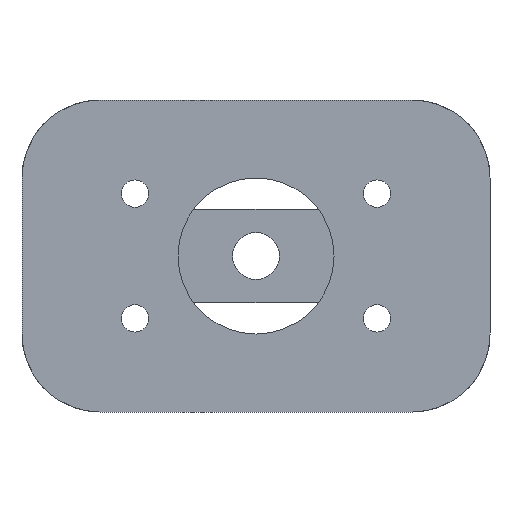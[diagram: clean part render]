
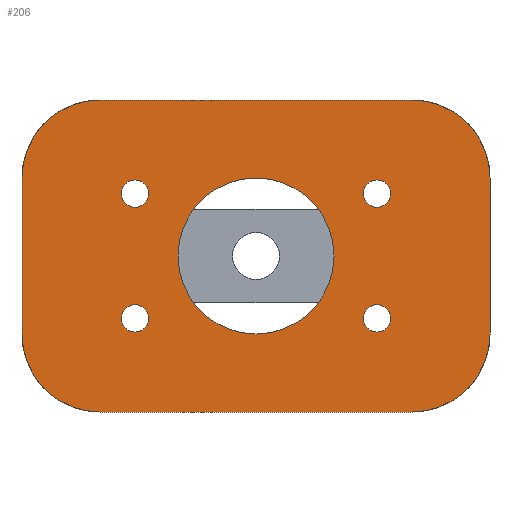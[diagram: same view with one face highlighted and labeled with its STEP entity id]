
A CAD part, front view. The second image highlights one B-rep face of the part: STEP entity #206.
In plain terms, the highlighted planar face has unit normal (0, -1, 0).
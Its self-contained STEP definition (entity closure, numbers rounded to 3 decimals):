
#66 = VERTEX_POINT('',#67);
#67 = CARTESIAN_POINT('',(60.,0.,10.));
#73 = EDGE_CURVE('',#66,#74,#76,.T.);
#74 = VERTEX_POINT('',#75);
#75 = CARTESIAN_POINT('',(50.,0.,0.));
#76 = CIRCLE('',#77,10.);
#77 = AXIS2_PLACEMENT_3D('',#78,#79,#80);
#78 = CARTESIAN_POINT('',(50.,0.,10.));
#79 = DIRECTION('',(0.,1.,0.));
#80 = DIRECTION('',(0.707,0.,-0.707)
  );
#187 = EDGE_CURVE('',#188,#74,#190,.T.);
#188 = VERTEX_POINT('',#189);
#189 = CARTESIAN_POINT('',(10.,0.,0.));
#190 = LINE('',#191,#192);
#191 = CARTESIAN_POINT('',(0.,0.,0.));
#192 = VECTOR('',#193,1.);
#193 = DIRECTION('',(1.,0.,0.));
#206 = ADVANCED_FACE('',(#207,#260,#271,#282,#293,#304),#315,.T.);
#207 = FACE_BOUND('',#208,.T.);
#208 = EDGE_LOOP('',(#209,#210,#218,#227,#235,#244,#252,#259));
#209 = ORIENTED_EDGE('',*,*,#73,.F.);
#210 = ORIENTED_EDGE('',*,*,#211,.F.);
#211 = EDGE_CURVE('',#212,#66,#214,.T.);
#212 = VERTEX_POINT('',#213);
#213 = CARTESIAN_POINT('',(60.,0.,30.));
#214 = LINE('',#215,#216);
#215 = CARTESIAN_POINT('',(60.,0.,40.));
#216 = VECTOR('',#217,1.);
#217 = DIRECTION('',(0.,0.,-1.));
#218 = ORIENTED_EDGE('',*,*,#219,.F.);
#219 = EDGE_CURVE('',#220,#212,#222,.T.);
#220 = VERTEX_POINT('',#221);
#221 = CARTESIAN_POINT('',(50.,0.,40.));
#222 = CIRCLE('',#223,10.);
#223 = AXIS2_PLACEMENT_3D('',#224,#225,#226);
#224 = CARTESIAN_POINT('',(50.,0.,30.));
#225 = DIRECTION('',(0.,1.,0.));
#226 = DIRECTION('',(0.707,0.,0.707));
#227 = ORIENTED_EDGE('',*,*,#228,.F.);
#228 = EDGE_CURVE('',#229,#220,#231,.T.);
#229 = VERTEX_POINT('',#230);
#230 = CARTESIAN_POINT('',(10.,0.,40.));
#231 = LINE('',#232,#233);
#232 = CARTESIAN_POINT('',(0.,0.,40.));
#233 = VECTOR('',#234,1.);
#234 = DIRECTION('',(1.,0.,0.));
#235 = ORIENTED_EDGE('',*,*,#236,.F.);
#236 = EDGE_CURVE('',#237,#229,#239,.T.);
#237 = VERTEX_POINT('',#238);
#238 = CARTESIAN_POINT('',(0.,0.,30.));
#239 = CIRCLE('',#240,10.);
#240 = AXIS2_PLACEMENT_3D('',#241,#242,#243);
#241 = CARTESIAN_POINT('',(10.,0.,30.));
#242 = DIRECTION('',(0.,1.,0.));
#243 = DIRECTION('',(-0.707,0.,0.707)
  );
#244 = ORIENTED_EDGE('',*,*,#245,.T.);
#245 = EDGE_CURVE('',#237,#246,#248,.T.);
#246 = VERTEX_POINT('',#247);
#247 = CARTESIAN_POINT('',(0.,0.,10.));
#248 = LINE('',#249,#250);
#249 = CARTESIAN_POINT('',(0.,0.,40.));
#250 = VECTOR('',#251,1.);
#251 = DIRECTION('',(0.,0.,-1.));
#252 = ORIENTED_EDGE('',*,*,#253,.F.);
#253 = EDGE_CURVE('',#188,#246,#254,.T.);
#254 = CIRCLE('',#255,10.);
#255 = AXIS2_PLACEMENT_3D('',#256,#257,#258);
#256 = CARTESIAN_POINT('',(10.,0.,10.));
#257 = DIRECTION('',(0.,1.,0.));
#258 = DIRECTION('',(-0.707,0.,-0.707
    ));
#259 = ORIENTED_EDGE('',*,*,#187,.T.);
#260 = FACE_BOUND('',#261,.T.);
#261 = EDGE_LOOP('',(#262));
#262 = ORIENTED_EDGE('',*,*,#263,.T.);
#263 = EDGE_CURVE('',#264,#264,#266,.T.);
#264 = VERTEX_POINT('',#265);
#265 = CARTESIAN_POINT('',(12.75,0.,12.));
#266 = CIRCLE('',#267,1.75);
#267 = AXIS2_PLACEMENT_3D('',#268,#269,#270);
#268 = CARTESIAN_POINT('',(14.5,0.,12.));
#269 = DIRECTION('',(0.,1.,0.));
#270 = DIRECTION('',(1.,0.,0.));
#271 = FACE_BOUND('',#272,.T.);
#272 = EDGE_LOOP('',(#273));
#273 = ORIENTED_EDGE('',*,*,#274,.T.);
#274 = EDGE_CURVE('',#275,#275,#277,.T.);
#275 = VERTEX_POINT('',#276);
#276 = CARTESIAN_POINT('',(43.75,0.,28.));
#277 = CIRCLE('',#278,1.75);
#278 = AXIS2_PLACEMENT_3D('',#279,#280,#281);
#279 = CARTESIAN_POINT('',(45.5,0.,28.));
#280 = DIRECTION('',(0.,1.,0.));
#281 = DIRECTION('',(1.,0.,0.));
#282 = FACE_BOUND('',#283,.T.);
#283 = EDGE_LOOP('',(#284));
#284 = ORIENTED_EDGE('',*,*,#285,.T.);
#285 = EDGE_CURVE('',#286,#286,#288,.T.);
#286 = VERTEX_POINT('',#287);
#287 = CARTESIAN_POINT('',(12.75,0.,28.));
#288 = CIRCLE('',#289,1.75);
#289 = AXIS2_PLACEMENT_3D('',#290,#291,#292);
#290 = CARTESIAN_POINT('',(14.5,0.,28.));
#291 = DIRECTION('',(0.,1.,0.));
#292 = DIRECTION('',(1.,0.,0.));
#293 = FACE_BOUND('',#294,.T.);
#294 = EDGE_LOOP('',(#295));
#295 = ORIENTED_EDGE('',*,*,#296,.T.);
#296 = EDGE_CURVE('',#297,#297,#299,.T.);
#297 = VERTEX_POINT('',#298);
#298 = CARTESIAN_POINT('',(43.75,0.,12.));
#299 = CIRCLE('',#300,1.75);
#300 = AXIS2_PLACEMENT_3D('',#301,#302,#303);
#301 = CARTESIAN_POINT('',(45.5,0.,12.));
#302 = DIRECTION('',(0.,1.,0.));
#303 = DIRECTION('',(1.,0.,0.));
#304 = FACE_BOUND('',#305,.T.);
#305 = EDGE_LOOP('',(#306));
#306 = ORIENTED_EDGE('',*,*,#307,.T.);
#307 = EDGE_CURVE('',#308,#308,#310,.T.);
#308 = VERTEX_POINT('',#309);
#309 = CARTESIAN_POINT('',(40.,0.,20.));
#310 = CIRCLE('',#311,10.);
#311 = AXIS2_PLACEMENT_3D('',#312,#313,#314);
#312 = CARTESIAN_POINT('',(30.,0.,20.));
#313 = DIRECTION('',(0.,1.,0.));
#314 = DIRECTION('',(-1.,0.,0.));
#315 = PLANE('',#316);
#316 = AXIS2_PLACEMENT_3D('',#317,#318,#319);
#317 = CARTESIAN_POINT('',(0.,0.,40.));
#318 = DIRECTION('',(0.,-1.,0.));
#319 = DIRECTION('',(0.,0.,-1.));
